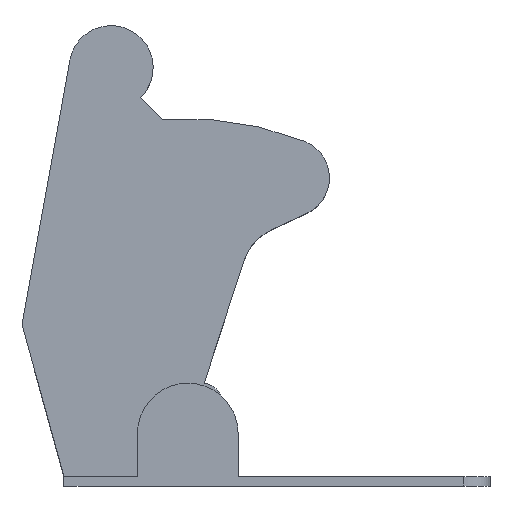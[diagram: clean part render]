
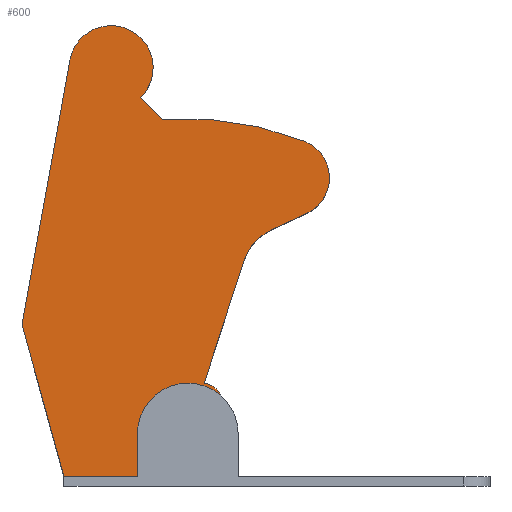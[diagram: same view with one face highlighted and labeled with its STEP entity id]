
A CAD part, top view. The second image highlights one B-rep face of the part: STEP entity #600.
In plain terms, the highlighted planar face has unit normal (0, 0, 1).
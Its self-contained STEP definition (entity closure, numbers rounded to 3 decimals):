
#26=PLANE('',#666);
#53=FACE_OUTER_BOUND('',#84,.T.);
#84=EDGE_LOOP('',(#473,#474,#475,#476,#477,#478,#479,#480,#481,#482,#483,
#484));
#111=LINE('',#881,#173);
#133=LINE('',#945,#195);
#135=LINE('',#950,#197);
#138=LINE('',#958,#200);
#142=LINE('',#969,#204);
#143=LINE('',#971,#205);
#145=LINE('',#974,#207);
#173=VECTOR('',#708,10.);
#195=VECTOR('',#764,10.);
#197=VECTOR('',#768,10.);
#200=VECTOR('',#777,10.);
#204=VECTOR('',#791,10.);
#205=VECTOR('',#794,10.);
#207=VECTOR('',#798,10.);
#228=CIRCLE('',#645,2.);
#234=CIRCLE('',#653,5.);
#235=CIRCLE('',#657,4.);
#236=CIRCLE('',#660,30.);
#237=CIRCLE('',#662,3.75);
#255=VERTEX_POINT('',#878);
#256=VERTEX_POINT('',#880);
#268=VERTEX_POINT('',#911);
#269=VERTEX_POINT('',#912);
#280=VERTEX_POINT('',#939);
#281=VERTEX_POINT('',#940);
#282=VERTEX_POINT('',#947);
#283=VERTEX_POINT('',#949);
#284=VERTEX_POINT('',#953);
#285=VERTEX_POINT('',#957);
#286=VERTEX_POINT('',#961);
#287=VERTEX_POINT('',#965);
#311=EDGE_CURVE('',#255,#256,#111,.T.);
#327=EDGE_CURVE('',#268,#269,#228,.T.);
#341=EDGE_CURVE('',#280,#281,#234,.T.);
#344=EDGE_CURVE('',#268,#281,#133,.T.);
#346=EDGE_CURVE('',#283,#282,#135,.T.);
#348=EDGE_CURVE('',#284,#283,#235,.T.);
#350=EDGE_CURVE('',#285,#284,#138,.T.);
#352=EDGE_CURVE('',#286,#285,#236,.T.);
#354=EDGE_CURVE('',#287,#286,#237,.T.);
#356=EDGE_CURVE('',#280,#287,#142,.T.);
#357=EDGE_CURVE('',#255,#269,#143,.T.);
#359=EDGE_CURVE('',#282,#256,#145,.T.);
#473=ORIENTED_EDGE('',*,*,#327,.F.);
#474=ORIENTED_EDGE('',*,*,#344,.T.);
#475=ORIENTED_EDGE('',*,*,#341,.F.);
#476=ORIENTED_EDGE('',*,*,#356,.T.);
#477=ORIENTED_EDGE('',*,*,#354,.T.);
#478=ORIENTED_EDGE('',*,*,#352,.T.);
#479=ORIENTED_EDGE('',*,*,#350,.T.);
#480=ORIENTED_EDGE('',*,*,#348,.T.);
#481=ORIENTED_EDGE('',*,*,#346,.T.);
#482=ORIENTED_EDGE('',*,*,#359,.T.);
#483=ORIENTED_EDGE('',*,*,#311,.F.);
#484=ORIENTED_EDGE('',*,*,#357,.T.);
#600=ADVANCED_FACE('',(#53),#26,.T.);
#645=AXIS2_PLACEMENT_3D('',#913,#734,#735);
#653=AXIS2_PLACEMENT_3D('',#941,#758,#759);
#657=AXIS2_PLACEMENT_3D('',#954,#772,#773);
#660=AXIS2_PLACEMENT_3D('',#962,#781,#782);
#662=AXIS2_PLACEMENT_3D('',#966,#786,#787);
#666=AXIS2_PLACEMENT_3D('',#975,#799,#800);
#708=DIRECTION('',(-1.,0.,0.));
#734=DIRECTION('center_axis',(0.,0.,-1.));
#735=DIRECTION('ref_axis',(0.128,0.992,0.));
#758=DIRECTION('center_axis',(0.,0.,1.));
#759=DIRECTION('ref_axis',(-0.749,0.663,0.));
#764=DIRECTION('',(0.309,0.951,0.));
#768=DIRECTION('',(-0.178,-0.984,0.));
#772=DIRECTION('center_axis',(0.,0.,1.));
#773=DIRECTION('ref_axis',(-0.701,0.713,0.));
#777=DIRECTION('',(-0.707,0.707,0.));
#781=DIRECTION('center_axis',(0.,0.,1.));
#782=DIRECTION('ref_axis',(-0.371,-0.929,0.));
#786=DIRECTION('center_axis',(0.,0.,1.));
#787=DIRECTION('ref_axis',(-0.421,0.907,0.));
#791=DIRECTION('',(0.907,0.421,0.));
#794=DIRECTION('',(0.,1.,0.));
#798=DIRECTION('',(0.266,-0.964,0.));
#799=DIRECTION('center_axis',(0.,0.,1.));
#800=DIRECTION('ref_axis',(1.,0.,0.));
#878=CARTESIAN_POINT('',(-5.2,0.88,7.5));
#880=CARTESIAN_POINT('',(-20.3,0.88,7.5));
#881=CARTESIAN_POINT('',(-6.082,0.88,7.5));
#911=CARTESIAN_POINT('',(-6.943,9.8,7.5));
#912=CARTESIAN_POINT('',(-5.2,7.817,7.5));
#913=CARTESIAN_POINT('Origin',(-7.2,7.817,7.5));
#939=CARTESIAN_POINT('',(-0.523,24.418,7.5));
#940=CARTESIAN_POINT('',(-3.173,21.426,7.5));
#941=CARTESIAN_POINT('Origin',(1.584,19.884,7.5));
#945=CARTESIAN_POINT('',(-2.5,23.5,7.5));
#947=CARTESIAN_POINT('',(-24.3,15.38,7.5));
#949=CARTESIAN_POINT('',(-19.736,40.593,7.5));
#950=CARTESIAN_POINT('',(-24.3,15.38,7.5));
#953=CARTESIAN_POINT('',(-12.996,37.027,7.5));
#954=CARTESIAN_POINT('Origin',(-15.8,39.88,7.5));
#957=CARTESIAN_POINT('',(-10.875,34.906,7.5));
#958=CARTESIAN_POINT('',(-12.996,37.027,7.5));
#961=CARTESIAN_POINT('',(2.637,32.856,7.5));
#962=CARTESIAN_POINT('Origin',(-8.5,5.,7.5));
#965=CARTESIAN_POINT('',(2.825,25.973,7.5));
#966=CARTESIAN_POINT('Origin',(1.245,29.374,7.5));
#969=CARTESIAN_POINT('',(2.825,25.973,7.5));
#971=CARTESIAN_POINT('',(-5.2,9.8,7.5));
#974=CARTESIAN_POINT('',(-20.3,0.88,7.5));
#975=CARTESIAN_POINT('Origin',(-12.164,20.605,7.5));
